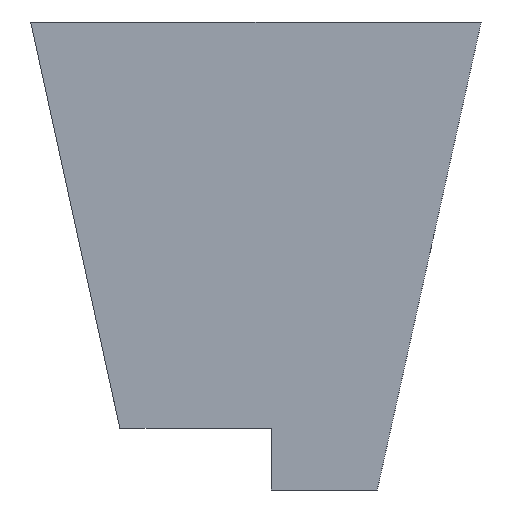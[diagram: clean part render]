
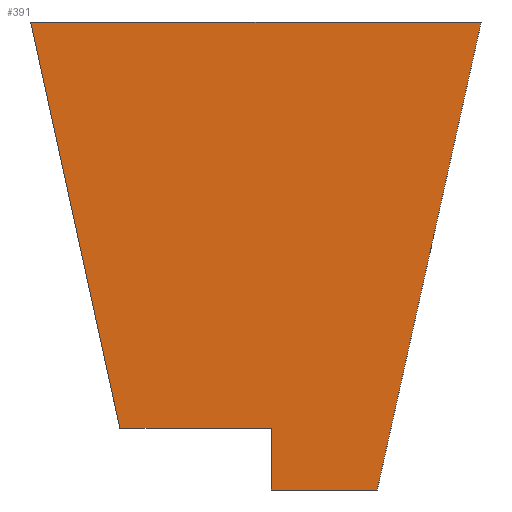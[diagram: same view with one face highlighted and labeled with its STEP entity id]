
A CAD part, left-side view. The second image highlights one B-rep face of the part: STEP entity #391.
In plain terms, the highlighted planar face has unit normal (-1, 0, 0).
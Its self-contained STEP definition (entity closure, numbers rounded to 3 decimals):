
#39=PLANE('',#435);
#60=FACE_OUTER_BOUND('',#85,.T.);
#85=EDGE_LOOP('',(#361,#362,#363,#364,#365,#366));
#101=LINE('',#585,#144);
#104=LINE('',#590,#147);
#111=LINE('',#604,#154);
#124=LINE('',#640,#167);
#127=LINE('',#646,#170);
#128=LINE('',#648,#171);
#144=VECTOR('',#475,10.);
#147=VECTOR('',#480,10.);
#154=VECTOR('',#489,10.);
#167=VECTOR('',#528,10.);
#170=VECTOR('',#533,10.);
#171=VECTOR('',#536,10.);
#193=VERTEX_POINT('',#582);
#194=VERTEX_POINT('',#584);
#195=VERTEX_POINT('',#588);
#201=VERTEX_POINT('',#602);
#211=VERTEX_POINT('',#638);
#213=VERTEX_POINT('',#644);
#232=EDGE_CURVE('',#194,#193,#101,.T.);
#235=EDGE_CURVE('',#193,#195,#104,.T.);
#242=EDGE_CURVE('',#195,#201,#111,.T.);
#259=EDGE_CURVE('',#201,#211,#124,.T.);
#262=EDGE_CURVE('',#211,#213,#127,.T.);
#263=EDGE_CURVE('',#213,#194,#128,.T.);
#361=ORIENTED_EDGE('',*,*,#242,.T.);
#362=ORIENTED_EDGE('',*,*,#259,.T.);
#363=ORIENTED_EDGE('',*,*,#262,.T.);
#364=ORIENTED_EDGE('',*,*,#263,.T.);
#365=ORIENTED_EDGE('',*,*,#232,.T.);
#366=ORIENTED_EDGE('',*,*,#235,.T.);
#391=ADVANCED_FACE('',(#60),#39,.T.);
#435=AXIS2_PLACEMENT_3D('',#651,#540,#541);
#475=DIRECTION('',(0.,-1.,0.));
#480=DIRECTION('',(0.,0.,-1.));
#489=DIRECTION('',(0.,-1.,0.));
#528=DIRECTION('',(0.,-0.217,0.976));
#533=DIRECTION('',(0.,1.,0.));
#536=DIRECTION('',(0.,-0.214,-0.977));
#540=DIRECTION('center_axis',(-1.,0.,0.));
#541=DIRECTION('ref_axis',(0.,0.,1.));
#582=CARTESIAN_POINT('',(-32.,-235.259,528.287));
#584=CARTESIAN_POINT('',(-32.,-222.32,528.287));
#585=CARTESIAN_POINT('',(-32.,-222.32,528.287));
#588=CARTESIAN_POINT('',(-32.,-235.259,523.));
#590=CARTESIAN_POINT('',(-32.,-235.259,528.287));
#602=CARTESIAN_POINT('',(-32.,-244.311,523.));
#604=CARTESIAN_POINT('',(-32.,-235.259,523.));
#638=CARTESIAN_POINT('',(-32.,-253.2,563.));
#640=CARTESIAN_POINT('',(-32.,-244.311,523.));
#644=CARTESIAN_POINT('',(-32.,-214.699,563.));
#646=CARTESIAN_POINT('',(-32.,-253.2,563.));
#648=CARTESIAN_POINT('',(-32.,-214.699,563.));
#651=CARTESIAN_POINT('Origin',(-32.,-233.95,543.));
